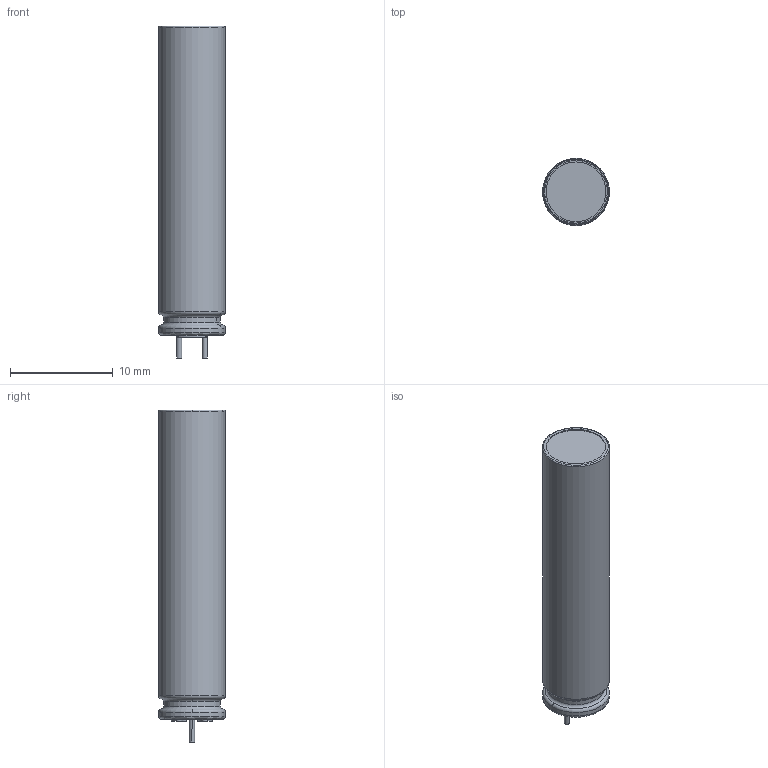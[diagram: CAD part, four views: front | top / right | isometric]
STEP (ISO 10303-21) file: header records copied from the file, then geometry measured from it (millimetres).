
FILE_DESCRIPTION(('FreeCAD Model'),'2;1');
FILE_NAME('CAPPR250-630X3000.step', '2020-02-22T13:51:25',(''),(''),'Open CASCADE STEP processor 7.3', 'FreeCAD','Unknown');
FILE_SCHEMA(('AUTOMOTIVE_DESIGN { 1 0 10303 214 1 1 1 1 }'));
Length unit declared in the file: millimetre
Products named in the file (1): Compound003
Bounding box: 6.5 x 6.5 x 32.3 mm (x, y, z)
Volume: 994 mm3; surface area: 2025.5 mm2
Topology: 6 solids, 6 shells, 140 faces, 1053 edges, 3034 vertices
Faces by surface type: cylinder 52, torus 32, plane 29, bspline 23, revolution 4
Entity records: 31785 total; most frequent: CARTESIAN_POINT 18979, DIRECTION 1920, AXIS2_PLACEMENT_3D 756, GEOMETRIC_CURVE_SET 703, ORIENTED_EDGE 702, PCURVE 702, DEFINITIONAL_REPRESENTATION 702, TRIMMED_CURVE 702
